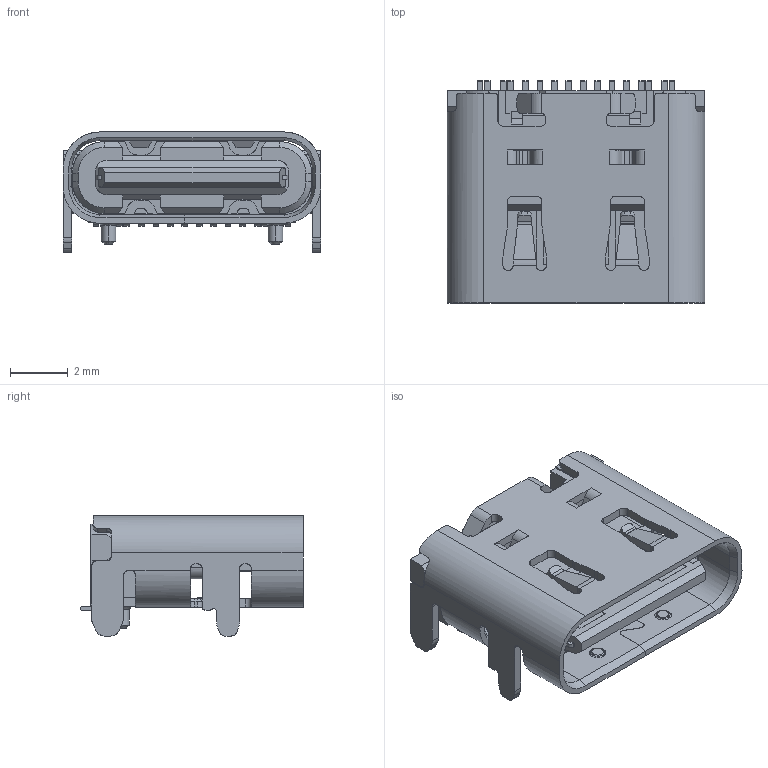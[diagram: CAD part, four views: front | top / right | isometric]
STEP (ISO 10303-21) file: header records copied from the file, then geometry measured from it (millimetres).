
FILE_DESCRIPTION (( 'STEP AP203' ), '1' );
FILE_NAME ('零件17^20221015-TYPE C 母座 16P SMT 胶芯(底部长条孔)带弹7.35底部凸点.STEP', '2023-12-01T07:48:28', ( 'China' ), ( 'Home' ), 'SwSTEP 2.0', 'SolidWorks 2014', '' );
FILE_SCHEMA (( 'CONFIG_CONTROL_DESIGN' ));
Length unit declared in the file: millimetre
Products named in the file (1): 零件17^20221015-TYPE C 母座 16P SMT 胶芯(底部长条孔)带弹7.35底部凸点
Bounding box: 8.94 x 7.7 x 4.16 mm (x, y, z)
Volume: 112.6 mm3; surface area: 481.3 mm2
Topology: 1 solids, 3 shells, 925 faces, 2654 edges, 1712 vertices
Faces by surface type: plane 641, cylinder 216, cone 32, torus 30, bspline 6
Entity records: 31304 total; most frequent: CARTESIAN_POINT 8264, ORIENTED_EDGE 5300, DIRECTION 3962, EDGE_CURVE 2650, VECTOR 1892, LINE 1892, VERTEX_POINT 1712, AXIS2_PLACEMENT_3D 1035
